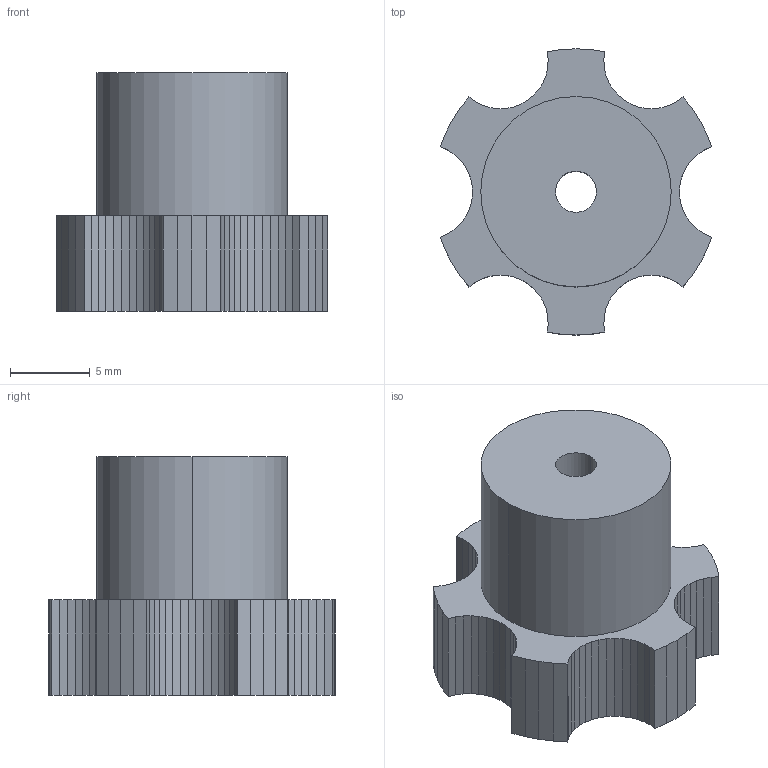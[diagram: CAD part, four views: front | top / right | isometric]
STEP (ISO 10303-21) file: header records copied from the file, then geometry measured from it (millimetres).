
FILE_DESCRIPTION (( 'STEP AP214' ), '1' );
FILE_NAME ('abs-distance-head-bed.STEP', '2015-12-12T10:32:56', ( '' ), ( '' ), 'SwSTEP 2.0', 'SolidWorks 2014', '' );
FILE_SCHEMA (( 'AUTOMOTIVE_DESIGN' ));
Length unit declared in the file: millimetre
Products named in the file (2): abs-distance-head-bed
Bounding box: 17.08 x 18 x 15 mm (x, y, z)
Volume: 2093.9 mm3; surface area: 1236.2 mm2
Topology: 1 solids, 1 shells, 121 faces, 354 edges, 236 vertices
Faces by surface type: plane 117, cylinder 4
Entity records: 3989 total; most frequent: CARTESIAN_POINT 713, ORIENTED_EDGE 708, DIRECTION 608, EDGE_CURVE 354, LINE 346, VECTOR 346, VERTEX_POINT 236, AXIS2_PLACEMENT_3D 131
